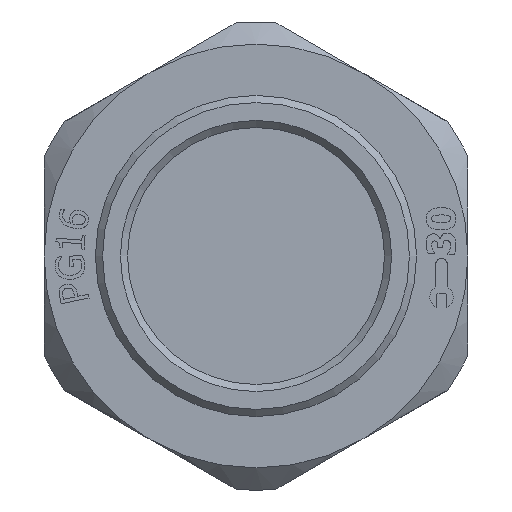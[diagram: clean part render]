
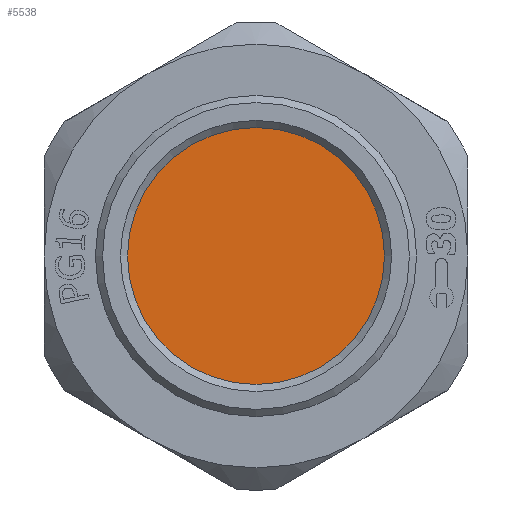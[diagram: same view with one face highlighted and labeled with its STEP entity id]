
A CAD part, front view. The second image highlights one B-rep face of the part: STEP entity #5538.
In plain terms, the highlighted planar face has unit normal (0, -1, 0).
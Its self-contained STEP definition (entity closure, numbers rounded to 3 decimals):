
#64=PLANE('',#5875);
#364=FACE_OUTER_BOUND('',#672,.T.);
#672=EDGE_LOOP('',(#3651));
#997=CIRCLE('',#5876,9.);
#2249=VERTEX_POINT('',#14724);
#2803=EDGE_CURVE('',#2249,#2249,#997,.T.);
#3651=ORIENTED_EDGE('',*,*,#2803,.F.);
#5538=ADVANCED_FACE('',(#364),#64,.T.);
#5875=AXIS2_PLACEMENT_3D('',#14723,#6201,#6202);
#5876=AXIS2_PLACEMENT_3D('',#14725,#6203,#6204);
#6201=DIRECTION('center_axis',(0.,-1.,0.));
#6202=DIRECTION('ref_axis',(0.,0.,-1.));
#6203=DIRECTION('center_axis',(0.,1.,0.));
#6204=DIRECTION('ref_axis',(-1.,0.,0.));
#14723=CARTESIAN_POINT('Origin',(0.,0.7,0.));
#14724=CARTESIAN_POINT('',(9.,0.7,0.));
#14725=CARTESIAN_POINT('Origin',(0.,0.7,0.));
